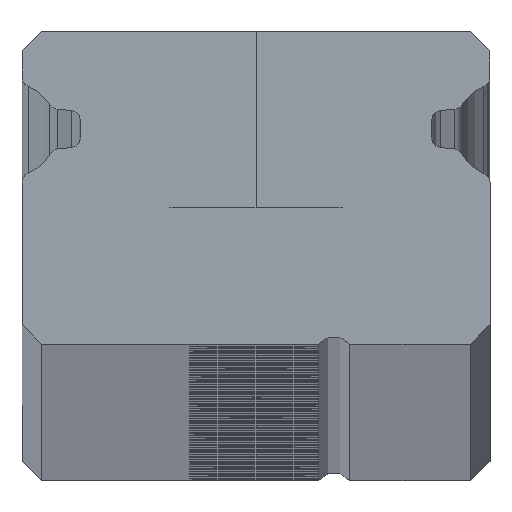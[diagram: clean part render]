
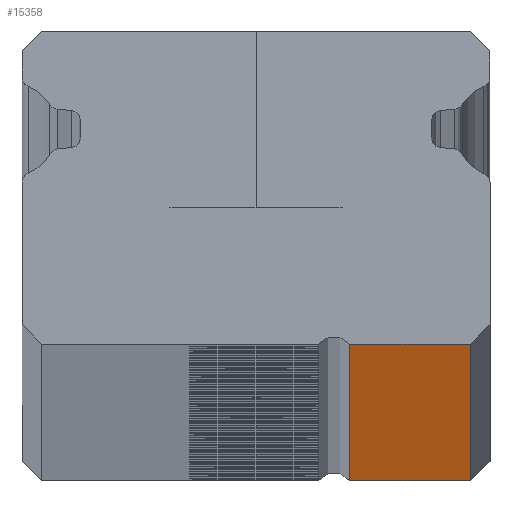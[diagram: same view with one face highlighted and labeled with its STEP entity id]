
A CAD part, top view. The second image highlights one B-rep face of the part: STEP entity #15358.
In plain terms, the highlighted planar face has unit normal (0, -1, 0).
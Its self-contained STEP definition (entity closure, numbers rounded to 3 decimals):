
#275 = CARTESIAN_POINT ( 'NONE',  ( 2.393, -5.5, 1000. ) ) ;
#563 = CARTESIAN_POINT ( 'NONE',  ( 2.393, -5.5, -1000. ) ) ;
#721 = AXIS2_PLACEMENT_3D ( 'NONE', #13020, #15423, #8136 ) ;
#2884 = DIRECTION ( 'NONE',  ( 1., 0., 0. ) ) ;
#2988 = CARTESIAN_POINT ( 'NONE',  ( 5.484, -5.5, 1000. ) ) ;
#3349 = VERTEX_POINT ( 'NONE', #2988 ) ;
#4390 = VECTOR ( 'NONE', #6707, 1000. ) ;
#4582 = VECTOR ( 'NONE', #12691, 1000. ) ;
#4808 = ORIENTED_EDGE ( 'NONE', *, *, #7796, .F. ) ;
#5171 = CARTESIAN_POINT ( 'NONE',  ( 2.393, -5.5, -1000. ) ) ;
#6324 = LINE ( 'NONE', #11567, #14276 ) ;
#6707 = DIRECTION ( 'NONE',  ( 0., 0., -1. ) ) ;
#6737 = LINE ( 'NONE', #275, #4582 ) ;
#6750 = LINE ( 'NONE', #563, #13922 ) ;
#6854 = EDGE_LOOP ( 'NONE', ( #9154, #12250, #4808, #14803 ) ) ;
#7711 = LINE ( 'NONE', #15401, #4390 ) ;
#7796 = EDGE_CURVE ( 'NONE', #11714, #3349, #6324, .T. ) ;
#8136 = DIRECTION ( 'NONE',  ( 0., 0., 1. ) ) ;
#9154 = ORIENTED_EDGE ( 'NONE', *, *, #12517, .T. ) ;
#9862 = CARTESIAN_POINT ( 'NONE',  ( 2.393, -5.5, 1000. ) ) ;
#10571 = CARTESIAN_POINT ( 'NONE',  ( 5.484, -5.5, -1000. ) ) ;
#11567 = CARTESIAN_POINT ( 'NONE',  ( 2.393, -5.5, 1000. ) ) ;
#11714 = VERTEX_POINT ( 'NONE', #9862 ) ;
#11919 = VERTEX_POINT ( 'NONE', #5171 ) ;
#12064 = EDGE_CURVE ( 'NONE', #3349, #14374, #7711, .T. ) ;
#12250 = ORIENTED_EDGE ( 'NONE', *, *, #12064, .F. ) ;
#12517 = EDGE_CURVE ( 'NONE', #11919, #14374, #6750, .T. ) ;
#12691 = DIRECTION ( 'NONE',  ( 0., 0., -1. ) ) ;
#12871 = EDGE_CURVE ( 'NONE', #11714, #11919, #6737, .T. ) ;
#13020 = CARTESIAN_POINT ( 'NONE',  ( 2.393, -5.5, 1000. ) ) ;
#13922 = VECTOR ( 'NONE', #14406, 1000. ) ;
#14276 = VECTOR ( 'NONE', #2884, 1000. ) ;
#14374 = VERTEX_POINT ( 'NONE', #10571 ) ;
#14406 = DIRECTION ( 'NONE',  ( 1., 0., 0. ) ) ;
#14803 = ORIENTED_EDGE ( 'NONE', *, *, #12871, .T. ) ;
#15141 = FACE_OUTER_BOUND ( 'NONE', #6854, .T. ) ;
#15358 = ADVANCED_FACE ( 'NONE', ( #15141 ), #15365, .F. ) ;
#15365 = PLANE ( 'NONE',  #721 ) ;
#15401 = CARTESIAN_POINT ( 'NONE',  ( 5.484, -5.5, 1000. ) ) ;
#15423 = DIRECTION ( 'NONE',  ( 0., 1., 0. ) ) ;
